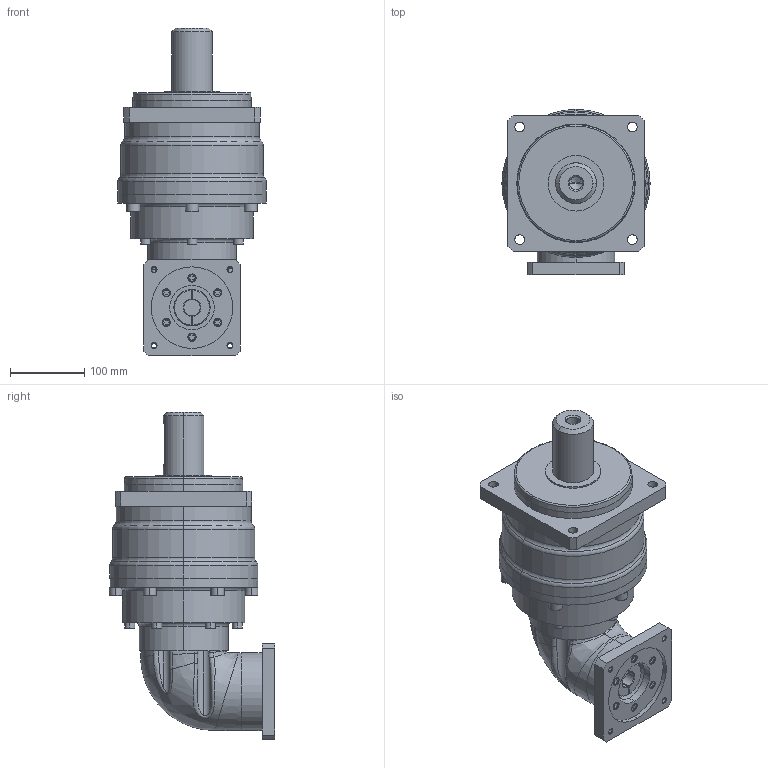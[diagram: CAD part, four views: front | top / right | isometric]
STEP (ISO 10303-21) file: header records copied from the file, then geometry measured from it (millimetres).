
FILE_DESCRIPTION((''),'2;1');
FILE_NAME('EVB180-L3-S2__ASM','2022-06-13T13:11:03',('Administrator'),(''),'CREO PARAMETRIC BY PTC INC, 2019010','CREO PARAMETRIC BY PTC INC, 2019010','');
FILE_SCHEMA(('CONFIG_CONTROL_DESIGN'));
Length unit declared in the file: millimetre
Products named in the file (4): __30001; 4_100; EVB180-L3-S2__1_ASM; EVB180-L3-S2__ASM
Assembly tree (3 placements, depth 3):
  EVB180-L3-S2__ASM
    EVB180-L3-S2__1_ASM
      __30001
      4_100
Bounding box: 200 x 223.35 x 442.2 mm (x, y, z)
Volume: 7276969.5 mm3; surface area: 391958.6 mm2
Topology: 2 solids, 2 shells, 410 faces, 986 edges, 627 vertices
Faces by surface type: plane 196, cylinder 113, torus 50, bspline 31, cone 20
Entity records: 16402 total; most frequent: CARTESIAN_POINT 6680, DIRECTION 2030, ORIENTED_EDGE 1968, EDGE_CURVE 984, AXIS2_PLACEMENT_3D 765, VERTEX_POINT 627, VECTOR 500, LINE 500
